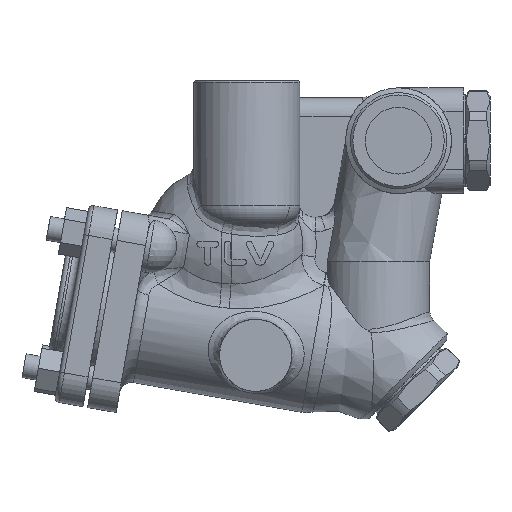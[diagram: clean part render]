
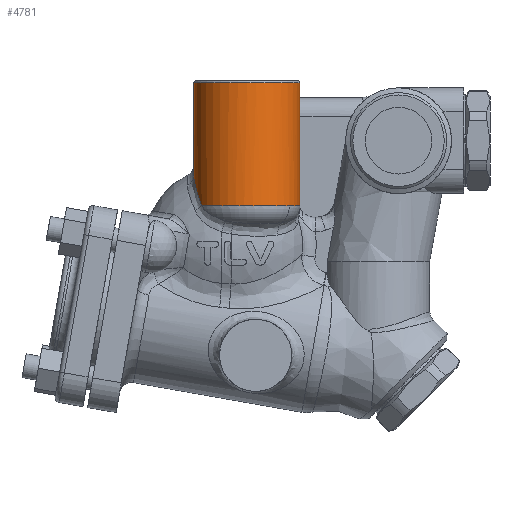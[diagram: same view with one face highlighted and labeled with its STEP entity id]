
A CAD part, front view. The second image highlights one B-rep face of the part: STEP entity #4781.
In plain terms, the highlighted cylindrical face has radius 22 mm (diameter 44 mm), a partial arc.
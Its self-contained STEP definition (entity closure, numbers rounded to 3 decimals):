
#129=B_SPLINE_CURVE_WITH_KNOTS('',3,(#7763,#7764,#7765,#7766,#7767),
 .UNSPECIFIED.,.F.,.F.,(4,1,4),(0.,0.827,1.93),
 .UNSPECIFIED.);
#427=LINE('',#7862,#710);
#429=LINE('',#7870,#712);
#710=VECTOR('',#5891,10.);
#712=VECTOR('',#5899,10.);
#933=CYLINDRICAL_SURFACE('',#5162,22.);
#1073=FACE_OUTER_BOUND('',#1374,.T.);
#1374=EDGE_LOOP('',(#3430,#3431,#3432,#3433,#3434,#3435));
#1698=CIRCLE('',#5163,22.);
#1699=CIRCLE('',#5164,22.);
#1700=CIRCLE('',#5165,22.);
#1997=VERTEX_POINT('',#7717);
#1999=VERTEX_POINT('',#7755);
#2017=VERTEX_POINT('',#7861);
#2018=VERTEX_POINT('',#7865);
#2019=VERTEX_POINT('',#7867);
#2020=VERTEX_POINT('',#7869);
#2528=EDGE_CURVE('',#1997,#1999,#129,.T.);
#2552=EDGE_CURVE('',#2017,#1999,#427,.T.);
#2554=EDGE_CURVE('',#2018,#1997,#1698,.T.);
#2555=EDGE_CURVE('',#2019,#2018,#1699,.T.);
#2556=EDGE_CURVE('',#2020,#2019,#429,.T.);
#2557=EDGE_CURVE('',#2017,#2020,#1700,.T.);
#3430=ORIENTED_EDGE('',*,*,#2528,.F.);
#3431=ORIENTED_EDGE('',*,*,#2554,.F.);
#3432=ORIENTED_EDGE('',*,*,#2555,.F.);
#3433=ORIENTED_EDGE('',*,*,#2556,.F.);
#3434=ORIENTED_EDGE('',*,*,#2557,.F.);
#3435=ORIENTED_EDGE('',*,*,#2552,.T.);
#4781=ADVANCED_FACE('',(#1073),#933,.T.);
#5162=AXIS2_PLACEMENT_3D('',#7864,#5893,#5894);
#5163=AXIS2_PLACEMENT_3D('',#7866,#5895,#5896);
#5164=AXIS2_PLACEMENT_3D('',#7868,#5897,#5898);
#5165=AXIS2_PLACEMENT_3D('',#7871,#5900,#5901);
#5891=DIRECTION('',(0.,0.,-1.));
#5893=DIRECTION('center_axis',(0.,0.,-1.));
#5894=DIRECTION('ref_axis',(-1.,0.,0.));
#5895=DIRECTION('center_axis',(0.,0.,-1.));
#5896=DIRECTION('ref_axis',(0.315,-0.949,0.));
#5897=DIRECTION('center_axis',(0.,0.,-1.));
#5898=DIRECTION('ref_axis',(1.,0.,0.));
#5899=DIRECTION('',(0.,0.,-1.));
#5900=DIRECTION('center_axis',(0.,0.,1.));
#5901=DIRECTION('ref_axis',(0.,-1.,0.));
#7717=CARTESIAN_POINT('',(40.141,-28.329,43.));
#7755=CARTESIAN_POINT('',(37.,-17.,55.465));
#7763=CARTESIAN_POINT('Ctrl Pts',(40.141,-28.329,43.));
#7764=CARTESIAN_POINT('Ctrl Pts',(39.419,-27.126,45.154));
#7765=CARTESIAN_POINT('Ctrl Pts',(37.802,-23.813,49.783));
#7766=CARTESIAN_POINT('Ctrl Pts',(37.,-19.572,53.58));
#7767=CARTESIAN_POINT('Ctrl Pts',(37.,-17.,55.465));
#7861=CARTESIAN_POINT('',(37.,-17.,94.));
#7862=CARTESIAN_POINT('',(37.,-17.,95.));
#7864=CARTESIAN_POINT('Origin',(59.,-17.,95.));
#7865=CARTESIAN_POINT('',(76.655,-30.126,43.));
#7866=CARTESIAN_POINT('Origin',(59.,-17.,43.));
#7867=CARTESIAN_POINT('',(81.,-17.,43.));
#7868=CARTESIAN_POINT('Origin',(59.,-17.,43.));
#7869=CARTESIAN_POINT('',(81.,-17.,94.));
#7870=CARTESIAN_POINT('',(81.,-17.,95.));
#7871=CARTESIAN_POINT('Origin',(59.,-17.,94.));
